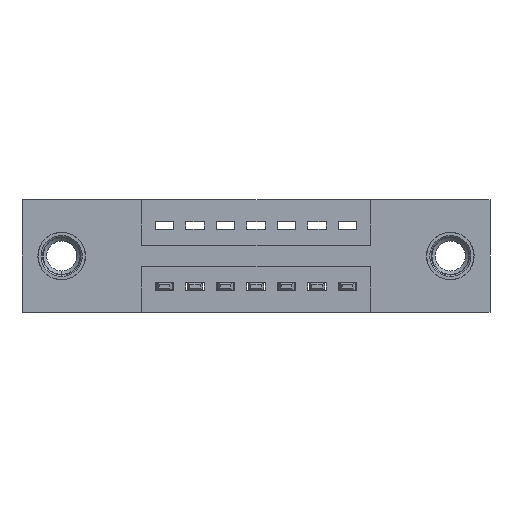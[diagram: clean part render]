
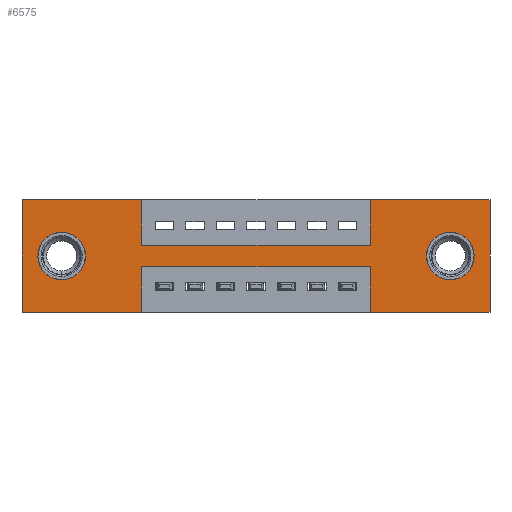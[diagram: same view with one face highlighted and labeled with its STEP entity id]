
A CAD part, front view. The second image highlights one B-rep face of the part: STEP entity #6575.
In plain terms, the highlighted planar face has unit normal (0, -1, 0).
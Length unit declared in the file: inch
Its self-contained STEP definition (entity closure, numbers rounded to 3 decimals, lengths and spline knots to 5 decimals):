
#72 = CARTESIAN_POINT ( 'NONE',  ( 1.405, 0., -0.185 ) ) ;
#80 = LINE ( 'NONE', #7752, #2491 ) ;
#119 = DIRECTION ( 'NONE',  ( 0., 0., 1. ) ) ;
#120 = EDGE_CURVE ( 'NONE', #2791, #1349, #8494, .T. ) ;
#150 = EDGE_CURVE ( 'NONE', #9306, #4997, #9433, .T. ) ;
#186 = DIRECTION ( 'NONE',  ( 0., 1., 0. ) ) ;
#227 = CARTESIAN_POINT ( 'NONE',  ( 0.13, 0., -0.185 ) ) ;
#263 = ORIENTED_EDGE ( 'NONE', *, *, #8826, .F. ) ;
#358 = CARTESIAN_POINT ( 'NONE',  ( 0., 0., 0. ) ) ;
#375 = LINE ( 'NONE', #4555, #9130 ) ;
#496 = EDGE_CURVE ( 'NONE', #7207, #1945, #6082, .T. ) ;
#624 = ORIENTED_EDGE ( 'NONE', *, *, #5871, .F. ) ;
#668 = DIRECTION ( 'NONE',  ( -1., 0., 0. ) ) ;
#717 = CARTESIAN_POINT ( 'NONE',  ( 0., 0., 0. ) ) ;
#986 = AXIS2_PLACEMENT_3D ( 'NONE', #72, #3365, #6860 ) ;
#1249 = EDGE_LOOP ( 'NONE', ( #7951, #2779, #5724, #624, #5136, #8251, #3935, #9763, #4984, #263, #3985, #3800 ) ) ;
#1346 = CARTESIAN_POINT ( 'NONE',  ( 0.3925, 0., -0.15 ) ) ;
#1349 = VERTEX_POINT ( 'NONE', #10807 ) ;
#1442 = VECTOR ( 'NONE', #668, 39.37008 ) ;
#1487 = VERTEX_POINT ( 'NONE', #717 ) ;
#1519 = ORIENTED_EDGE ( 'NONE', *, *, #6025, .T. ) ;
#1621 = VECTOR ( 'NONE', #9567, 39.37008 ) ;
#1886 = DIRECTION ( 'NONE',  ( 0., 0., 1. ) ) ;
#1945 = VERTEX_POINT ( 'NONE', #7442 ) ;
#2266 = FACE_BOUND ( 'NONE', #5704, .T. ) ;
#2340 = EDGE_CURVE ( 'NONE', #3297, #1487, #9915, .T. ) ;
#2491 = VECTOR ( 'NONE', #10278, 39.37008 ) ;
#2550 = VECTOR ( 'NONE', #119, 39.37008 ) ;
#2675 = CARTESIAN_POINT ( 'NONE',  ( 0., 0., -0.37 ) ) ;
#2694 = VERTEX_POINT ( 'NONE', #10959 ) ;
#2758 = DIRECTION ( 'NONE',  ( 0., 0., -1. ) ) ;
#2763 = AXIS2_PLACEMENT_3D ( 'NONE', #227, #186, #1886 ) ;
#2775 = CIRCLE ( 'NONE', #986, 0.078 ) ;
#2779 = ORIENTED_EDGE ( 'NONE', *, *, #7237, .F. ) ;
#2791 = VERTEX_POINT ( 'NONE', #5161 ) ;
#2923 = PLANE ( 'NONE',  #5027 ) ;
#2949 = CARTESIAN_POINT ( 'NONE',  ( 0.13, 0., -0.263 ) ) ;
#3194 = FACE_BOUND ( 'NONE', #7114, .T. ) ;
#3274 = CARTESIAN_POINT ( 'NONE',  ( 0., 0., -0.37 ) ) ;
#3293 = CARTESIAN_POINT ( 'NONE',  ( 0., 0., 0. ) ) ;
#3297 = VERTEX_POINT ( 'NONE', #2675 ) ;
#3345 = VERTEX_POINT ( 'NONE', #4509 ) ;
#3365 = DIRECTION ( 'NONE',  ( 0., 1., 0. ) ) ;
#3372 = CARTESIAN_POINT ( 'NONE',  ( 1.1425, 0., 0. ) ) ;
#3421 = DIRECTION ( 'NONE',  ( 0., 1., 0. ) ) ;
#3477 = VECTOR ( 'NONE', #4738, 39.37008 ) ;
#3590 = CARTESIAN_POINT ( 'NONE',  ( 0.3925, 0., -0.37 ) ) ;
#3674 = CARTESIAN_POINT ( 'NONE',  ( 0.3925, 0., 0. ) ) ;
#3695 = LINE ( 'NONE', #3274, #1442 ) ;
#3778 = DIRECTION ( 'NONE',  ( 0., 0., 1. ) ) ;
#3800 = ORIENTED_EDGE ( 'NONE', *, *, #10225, .F. ) ;
#3825 = CARTESIAN_POINT ( 'NONE',  ( 0., 0., -0.37 ) ) ;
#3897 = VERTEX_POINT ( 'NONE', #7712 ) ;
#3935 = ORIENTED_EDGE ( 'NONE', *, *, #150, .F. ) ;
#3985 = ORIENTED_EDGE ( 'NONE', *, *, #2340, .F. ) ;
#3989 = CIRCLE ( 'NONE', #9586, 0.078 ) ;
#4109 = CARTESIAN_POINT ( 'NONE',  ( 1.405, 0., -0.107 ) ) ;
#4110 = CIRCLE ( 'NONE', #2763, 0.078 ) ;
#4220 = VECTOR ( 'NONE', #8377, 39.37008 ) ;
#4249 = VERTEX_POINT ( 'NONE', #4109 ) ;
#4311 = AXIS2_PLACEMENT_3D ( 'NONE', #5901, #3421, #4989 ) ;
#4378 = CARTESIAN_POINT ( 'NONE',  ( 0.3925, 0., 0. ) ) ;
#4509 = CARTESIAN_POINT ( 'NONE',  ( 0.13, 0., -0.107 ) ) ;
#4555 = CARTESIAN_POINT ( 'NONE',  ( 0.3925, 0., -0.22 ) ) ;
#4594 = VECTOR ( 'NONE', #10450, 39.37008 ) ;
#4661 = EDGE_CURVE ( 'NONE', #9219, #9306, #6249, .T. ) ;
#4738 = DIRECTION ( 'NONE',  ( -1., 0., 0. ) ) ;
#4984 = ORIENTED_EDGE ( 'NONE', *, *, #5100, .F. ) ;
#4989 = DIRECTION ( 'NONE',  ( 0., 0., -1. ) ) ;
#4997 = VERTEX_POINT ( 'NONE', #3372 ) ;
#5027 = AXIS2_PLACEMENT_3D ( 'NONE', #5440, #7023, #7904 ) ;
#5061 = VECTOR ( 'NONE', #6266, 39.37008 ) ;
#5077 = CARTESIAN_POINT ( 'NONE',  ( 1.1425, 0., 0. ) ) ;
#5100 = EDGE_CURVE ( 'NONE', #9968, #9219, #10382, .T. ) ;
#5136 = ORIENTED_EDGE ( 'NONE', *, *, #10523, .F. ) ;
#5161 = CARTESIAN_POINT ( 'NONE',  ( 0.3925, 0., -0.22 ) ) ;
#5323 = CARTESIAN_POINT ( 'NONE',  ( 0.13, 0., -0.185 ) ) ;
#5415 = CARTESIAN_POINT ( 'NONE',  ( 0.3925, 0., -0.15 ) ) ;
#5440 = CARTESIAN_POINT ( 'NONE',  ( 0., 0., -0.37 ) ) ;
#5704 = EDGE_LOOP ( 'NONE', ( #10061, #5856 ) ) ;
#5724 = ORIENTED_EDGE ( 'NONE', *, *, #496, .F. ) ;
#5746 = VERTEX_POINT ( 'NONE', #6124 ) ;
#5856 = ORIENTED_EDGE ( 'NONE', *, *, #6225, .T. ) ;
#5871 = EDGE_CURVE ( 'NONE', #3897, #7207, #10235, .T. ) ;
#5901 = CARTESIAN_POINT ( 'NONE',  ( 1.405, 0., -0.185 ) ) ;
#6025 = EDGE_CURVE ( 'NONE', #5746, #4249, #9414, .T. ) ;
#6082 = LINE ( 'NONE', #8035, #7293 ) ;
#6124 = CARTESIAN_POINT ( 'NONE',  ( 1.405, 0., -0.263 ) ) ;
#6225 = EDGE_CURVE ( 'NONE', #9056, #3345, #4110, .T. ) ;
#6244 = DIRECTION ( 'NONE',  ( -1., 0., 0. ) ) ;
#6249 = LINE ( 'NONE', #5415, #5061 ) ;
#6266 = DIRECTION ( 'NONE',  ( 1., 0., 0. ) ) ;
#6272 = DIRECTION ( 'NONE',  ( 0., 0., 1. ) ) ;
#6478 = FACE_OUTER_BOUND ( 'NONE', #1249, .T. ) ;
#6575 = ADVANCED_FACE ( 'NONE', ( #3194, #2266, #6478 ), #2923, .T. ) ;
#6579 = LINE ( 'NONE', #7869, #4594 ) ;
#6752 = LINE ( 'NONE', #3293, #4220 ) ;
#6821 = EDGE_CURVE ( 'NONE', #4997, #2694, #6752, .T. ) ;
#6860 = DIRECTION ( 'NONE',  ( 0., 0., -1. ) ) ;
#6951 = EDGE_CURVE ( 'NONE', #4249, #5746, #2775, .T. ) ;
#7023 = DIRECTION ( 'NONE',  ( 0., -1., 0. ) ) ;
#7114 = EDGE_LOOP ( 'NONE', ( #8845, #1519 ) ) ;
#7154 = CARTESIAN_POINT ( 'NONE',  ( 1.1425, 0., -0.37 ) ) ;
#7207 = VERTEX_POINT ( 'NONE', #7154 ) ;
#7237 = EDGE_CURVE ( 'NONE', #1945, #2791, #375, .T. ) ;
#7293 = VECTOR ( 'NONE', #6272, 39.37008 ) ;
#7301 = VECTOR ( 'NONE', #2758, 39.37008 ) ;
#7442 = CARTESIAN_POINT ( 'NONE',  ( 1.1425, 0., -0.22 ) ) ;
#7497 = CARTESIAN_POINT ( 'NONE',  ( 1.1425, 0., -0.15 ) ) ;
#7712 = CARTESIAN_POINT ( 'NONE',  ( 1.535, 0., -0.37 ) ) ;
#7752 = CARTESIAN_POINT ( 'NONE',  ( 0., 0., 0. ) ) ;
#7869 = CARTESIAN_POINT ( 'NONE',  ( 1.535, 0., 0. ) ) ;
#7904 = DIRECTION ( 'NONE',  ( 0., 0., -1. ) ) ;
#7951 = ORIENTED_EDGE ( 'NONE', *, *, #120, .F. ) ;
#7969 = DIRECTION ( 'NONE',  ( 0., 0., 1. ) ) ;
#8002 = DIRECTION ( 'NONE',  ( 0., 1., 0. ) ) ;
#8035 = CARTESIAN_POINT ( 'NONE',  ( 1.1425, 0., -0.37 ) ) ;
#8251 = ORIENTED_EDGE ( 'NONE', *, *, #6821, .F. ) ;
#8377 = DIRECTION ( 'NONE',  ( 1., 0., 0. ) ) ;
#8494 = LINE ( 'NONE', #3590, #7301 ) ;
#8826 = EDGE_CURVE ( 'NONE', #1487, #9968, #80, .T. ) ;
#8845 = ORIENTED_EDGE ( 'NONE', *, *, #6951, .T. ) ;
#8946 = EDGE_CURVE ( 'NONE', #3345, #9056, #3989, .T. ) ;
#9056 = VERTEX_POINT ( 'NONE', #2949 ) ;
#9130 = VECTOR ( 'NONE', #6244, 39.37008 ) ;
#9219 = VERTEX_POINT ( 'NONE', #1346 ) ;
#9306 = VERTEX_POINT ( 'NONE', #7497 ) ;
#9414 = CIRCLE ( 'NONE', #4311, 0.078 ) ;
#9433 = LINE ( 'NONE', #5077, #2550 ) ;
#9567 = DIRECTION ( 'NONE',  ( 0., 0., -1. ) ) ;
#9586 = AXIS2_PLACEMENT_3D ( 'NONE', #5323, #8002, #7969 ) ;
#9763 = ORIENTED_EDGE ( 'NONE', *, *, #4661, .F. ) ;
#9915 = LINE ( 'NONE', #358, #9930 ) ;
#9930 = VECTOR ( 'NONE', #3778, 39.37008 ) ;
#9968 = VERTEX_POINT ( 'NONE', #3674 ) ;
#10061 = ORIENTED_EDGE ( 'NONE', *, *, #8946, .T. ) ;
#10225 = EDGE_CURVE ( 'NONE', #1349, #3297, #3695, .T. ) ;
#10235 = LINE ( 'NONE', #3825, #3477 ) ;
#10278 = DIRECTION ( 'NONE',  ( 1., 0., 0. ) ) ;
#10382 = LINE ( 'NONE', #4378, #1621 ) ;
#10450 = DIRECTION ( 'NONE',  ( 0., 0., -1. ) ) ;
#10523 = EDGE_CURVE ( 'NONE', #2694, #3897, #6579, .T. ) ;
#10807 = CARTESIAN_POINT ( 'NONE',  ( 0.3925, 0., -0.37 ) ) ;
#10959 = CARTESIAN_POINT ( 'NONE',  ( 1.535, 0., 0. ) ) ;
